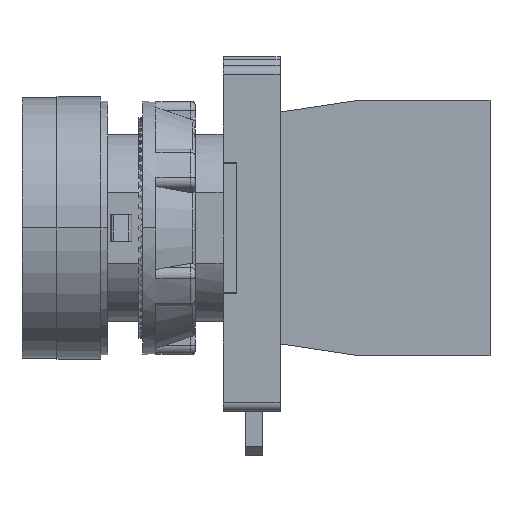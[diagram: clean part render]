
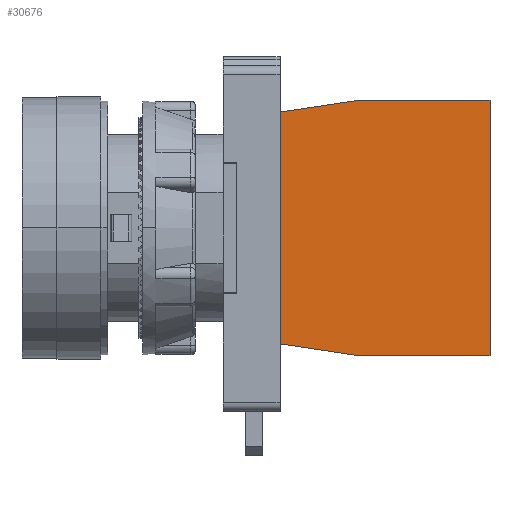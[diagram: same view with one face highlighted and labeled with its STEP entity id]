
A CAD part, left-side view. The second image highlights one B-rep face of the part: STEP entity #30676.
In plain terms, the highlighted planar face has unit normal (-1, 0, 0).
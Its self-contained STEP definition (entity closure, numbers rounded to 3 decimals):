
#990=DIRECTION('',(0.,0.,-1.));
#991=VECTOR('',#990,2.75);
#992=CARTESIAN_POINT('',(0.05,-6.5,13.25));
#993=LINE('',#992,#991);
#1020=DIRECTION('',(0.,0.,-1.));
#1021=VECTOR('',#1020,2.75);
#1022=CARTESIAN_POINT('',(0.05,-6.5,-10.5));
#1023=LINE('',#1022,#1021);
#12373=DIRECTION('',(0.,-0.989,0.148));
#12374=VECTOR('',#12373,9.101);
#12375=CARTESIAN_POINT('',(0.05,-6.5,13.25));
#12376=LINE('',#12375,#12374);
#12380=DIRECTION('',(0.,-1.,0.));
#12381=VECTOR('',#12380,15.);
#12382=CARTESIAN_POINT('',(0.05,-15.5,14.6));
#12383=LINE('',#12382,#12381);
#12387=DIRECTION('',(0.,0.,-1.));
#12388=VECTOR('',#12387,29.2);
#12389=CARTESIAN_POINT('',(0.05,-30.5,14.6));
#12390=LINE('',#12389,#12388);
#12394=DIRECTION('',(0.,1.,0.));
#12395=VECTOR('',#12394,15.);
#12396=CARTESIAN_POINT('',(0.05,-30.5,-14.6));
#12397=LINE('',#12396,#12395);
#12401=DIRECTION('',(0.,0.989,0.148));
#12402=VECTOR('',#12401,9.101);
#12403=CARTESIAN_POINT('',(0.05,-15.5,-14.6));
#12404=LINE('',#12403,#12402);
#12408=DIRECTION('',(0.,0.,1.));
#12409=VECTOR('',#12408,21.);
#12410=CARTESIAN_POINT('',(0.05,-6.5,-10.5));
#12411=LINE('',#12410,#12409);
#16961=CARTESIAN_POINT('',(0.05,-15.5,14.6));
#16962=CARTESIAN_POINT('',(0.05,-30.5,14.6));
#16963=VERTEX_POINT('',#16961);
#16964=VERTEX_POINT('',#16962);
#16965=CARTESIAN_POINT('',(0.05,-30.5,-14.6));
#16966=VERTEX_POINT('',#16965);
#16967=CARTESIAN_POINT('',(0.05,-15.5,-14.6));
#16968=VERTEX_POINT('',#16967);
#16977=CARTESIAN_POINT('',(0.05,-6.5,13.25));
#16978=CARTESIAN_POINT('',(0.05,-6.5,10.5));
#16979=VERTEX_POINT('',#16977);
#16980=VERTEX_POINT('',#16978);
#16981=CARTESIAN_POINT('',(0.05,-6.5,-10.5));
#16982=CARTESIAN_POINT('',(0.05,-6.5,-13.25));
#16983=VERTEX_POINT('',#16981);
#16984=VERTEX_POINT('',#16982);
#30656=CARTESIAN_POINT('',(0.05,0.,0.));
#30657=DIRECTION('',(1.,0.,0.));
#30658=DIRECTION('',(0.,0.,-1.));
#30659=AXIS2_PLACEMENT_3D('',#30656,#30657,#30658);
#30660=PLANE('',#30659);
#30661=ORIENTED_EDGE('',*,*,#19106,.F.);
#30663=ORIENTED_EDGE('',*,*,#30662,.T.);
#30665=ORIENTED_EDGE('',*,*,#30664,.T.);
#30667=ORIENTED_EDGE('',*,*,#30666,.T.);
#30669=ORIENTED_EDGE('',*,*,#30668,.T.);
#30671=ORIENTED_EDGE('',*,*,#30670,.T.);
#30672=ORIENTED_EDGE('',*,*,#19122,.F.);
#30673=ORIENTED_EDGE('',*,*,#30646,.T.);
#30674=EDGE_LOOP('',(#30661,#30663,#30665,#30667,#30669,#30671,#30672,#30673));
#30675=FACE_OUTER_BOUND('',#30674,.F.);
#19106=EDGE_CURVE('',#16979,#16980,#993,.T.);
#19122=EDGE_CURVE('',#16983,#16984,#1023,.T.);
#30646=EDGE_CURVE('',#16983,#16980,#12411,.T.);
#30662=EDGE_CURVE('',#16979,#16963,#12376,.T.);
#30664=EDGE_CURVE('',#16963,#16964,#12383,.T.);
#30666=EDGE_CURVE('',#16964,#16966,#12390,.T.);
#30668=EDGE_CURVE('',#16966,#16968,#12397,.T.);
#30670=EDGE_CURVE('',#16968,#16984,#12404,.T.);
#30676=ADVANCED_FACE('',(#30675),#30660,.F.);
